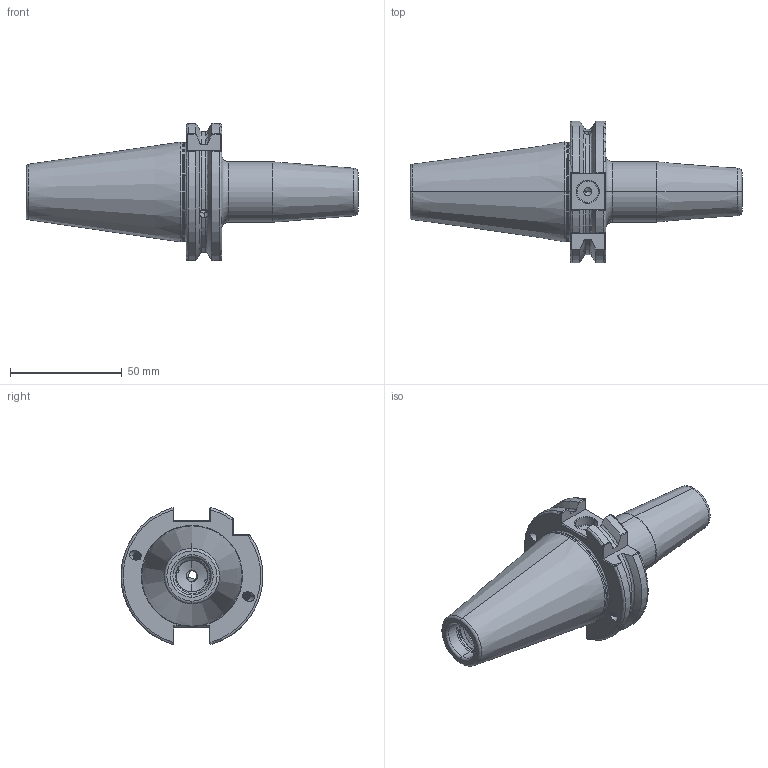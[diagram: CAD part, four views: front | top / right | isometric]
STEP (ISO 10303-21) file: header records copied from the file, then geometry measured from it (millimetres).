
FILE_DESCRIPTION (( 'STEP AP203' ), '1' );
FILE_NAME ('403.70.08.STEP', '2016-11-14T09:42:23', ( '' ), ( '' ), 'SwSTEP 2.0', 'SolidWorks 2012', '' );
FILE_SCHEMA (( 'CONFIG_CONTROL_DESIGN' ));
Length unit declared in the file: millimetre
Products named in the file (1): 403.70.08
Bounding box: 148.4 x 63.39 x 61.24 mm (x, y, z)
Volume: 126322.8 mm3; surface area: 28490.3 mm2
Topology: 1 solids, 1 shells, 296 faces, 820 edges, 513 vertices
Faces by surface type: cylinder 149, plane 45, cone 43, torus 38, bspline 21
Entity records: 19169 total; most frequent: CARTESIAN_POINT 12523, ORIENTED_EDGE 1612, DIRECTION 1139, EDGE_CURVE 806, VERTEX_POINT 513, AXIS2_PLACEMENT_3D 446, EDGE_LOOP 307, ADVANCED_FACE 296
